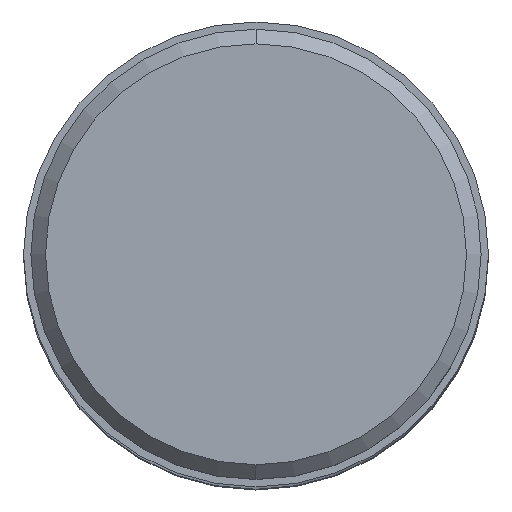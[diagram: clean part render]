
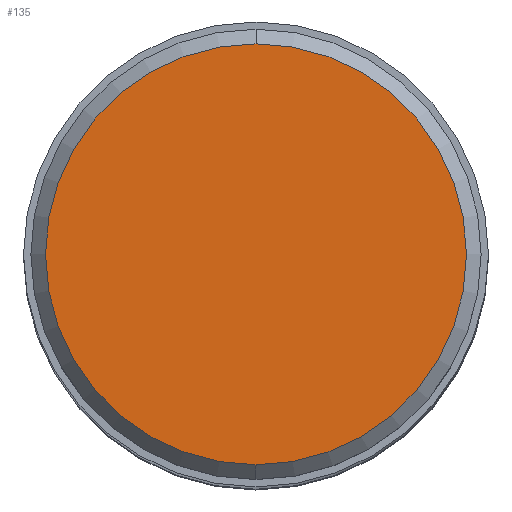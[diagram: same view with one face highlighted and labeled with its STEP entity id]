
A CAD part, top view. The second image highlights one B-rep face of the part: STEP entity #135.
In plain terms, the highlighted planar face has unit normal (0, 0, 1).
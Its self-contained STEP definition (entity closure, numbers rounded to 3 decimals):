
#34=PLANE('',#1125);
#135=ADVANCED_FACE('',(#216),#34,.F.);
#216=FACE_OUTER_BOUND('',#276,.T.);
#276=EDGE_LOOP('',(#485,#486));
#485=ORIENTED_EDGE('',*,*,#714,.F.);
#486=ORIENTED_EDGE('',*,*,#713,.F.);
#597=VERTEX_POINT('',#2387);
#598=VERTEX_POINT('',#2389);
#713=EDGE_CURVE('',#598,#597,#848,.T.);
#714=EDGE_CURVE('',#597,#598,#849,.T.);
#848=CIRCLE('',#1122,14.375);
#849=CIRCLE('',#1124,14.375);
#1122=AXIS2_PLACEMENT_3D('',#2390,#1371,#1372);
#1124=AXIS2_PLACEMENT_3D('',#2392,#1375,#1376);
#1125=AXIS2_PLACEMENT_3D('',#2393,#1377,#1378);
#1371=DIRECTION('',(0.,0.,-1.));
#1372=DIRECTION('',(0.,1.,0.));
#1375=DIRECTION('',(0.,0.,-1.));
#1376=DIRECTION('',(0.,-1.,0.));
#1377=DIRECTION('',(0.,0.,-1.));
#1378=DIRECTION('',(1.,0.,0.));
#2387=CARTESIAN_POINT('',(0.,-14.375,42.863));
#2389=CARTESIAN_POINT('',(0.,14.375,42.863));
#2390=CARTESIAN_POINT('',(0.,0.,42.863));
#2392=CARTESIAN_POINT('',(0.,0.,42.863));
#2393=CARTESIAN_POINT('',(0.,0.,42.863));
